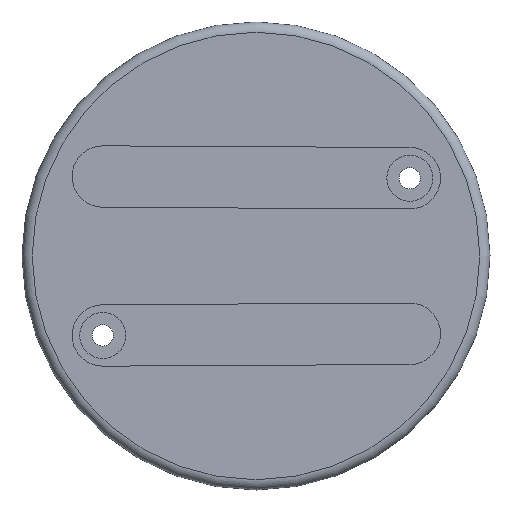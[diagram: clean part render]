
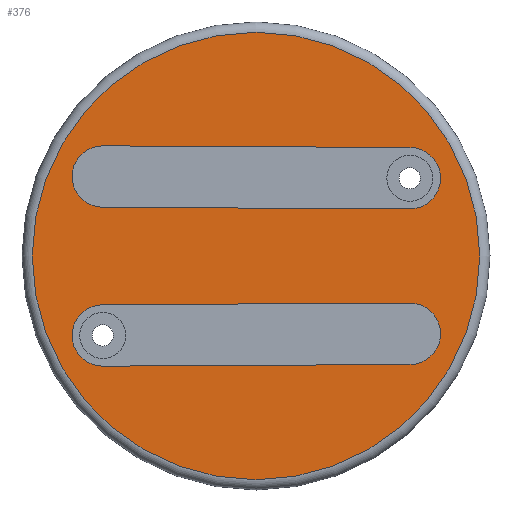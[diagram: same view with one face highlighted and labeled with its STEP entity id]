
A CAD part, front view. The second image highlights one B-rep face of the part: STEP entity #376.
In plain terms, the highlighted planar face has unit normal (0, -1, 0).
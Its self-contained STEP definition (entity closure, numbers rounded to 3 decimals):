
#23=FACE_BOUND('',#147,.T.);
#24=FACE_BOUND('',#148,.T.);
#36=PLANE('',#440);
#45=LINE('',#623,#67);
#49=LINE('',#634,#71);
#53=LINE('',#648,#75);
#57=LINE('',#659,#79);
#67=VECTOR('',#511,10.);
#71=VECTOR('',#523,10.);
#75=VECTOR('',#537,10.);
#79=VECTOR('',#549,10.);
#114=FACE_OUTER_BOUND('',#146,.T.);
#146=EDGE_LOOP('',(#342));
#147=EDGE_LOOP('',(#343,#344,#345,#346));
#148=EDGE_LOOP('',(#347,#348,#349,#350));
#164=CIRCLE('',#418,3.);
#166=CIRCLE('',#422,3.);
#168=CIRCLE('',#427,3.);
#170=CIRCLE('',#431,3.);
#173=CIRCLE('',#438,21.86);
#189=VERTEX_POINT('',#613);
#190=VERTEX_POINT('',#614);
#193=VERTEX_POINT('',#622);
#195=VERTEX_POINT('',#628);
#197=VERTEX_POINT('',#638);
#198=VERTEX_POINT('',#639);
#201=VERTEX_POINT('',#647);
#203=VERTEX_POINT('',#653);
#206=VERTEX_POINT('',#666);
#228=EDGE_CURVE('',#189,#190,#164,.T.);
#232=EDGE_CURVE('',#193,#189,#45,.T.);
#235=EDGE_CURVE('',#195,#193,#166,.T.);
#238=EDGE_CURVE('',#190,#195,#49,.T.);
#240=EDGE_CURVE('',#197,#198,#168,.T.);
#244=EDGE_CURVE('',#201,#197,#53,.T.);
#247=EDGE_CURVE('',#203,#201,#170,.T.);
#250=EDGE_CURVE('',#198,#203,#57,.T.);
#253=EDGE_CURVE('',#206,#206,#173,.T.);
#342=ORIENTED_EDGE('',*,*,#253,.F.);
#343=ORIENTED_EDGE('',*,*,#228,.T.);
#344=ORIENTED_EDGE('',*,*,#238,.T.);
#345=ORIENTED_EDGE('',*,*,#235,.T.);
#346=ORIENTED_EDGE('',*,*,#232,.T.);
#347=ORIENTED_EDGE('',*,*,#240,.T.);
#348=ORIENTED_EDGE('',*,*,#250,.T.);
#349=ORIENTED_EDGE('',*,*,#247,.T.);
#350=ORIENTED_EDGE('',*,*,#244,.T.);
#376=ADVANCED_FACE('',(#114,#23,#24),#36,.T.);
#418=AXIS2_PLACEMENT_3D('',#615,#503,#504);
#422=AXIS2_PLACEMENT_3D('',#629,#516,#517);
#427=AXIS2_PLACEMENT_3D('',#640,#529,#530);
#431=AXIS2_PLACEMENT_3D('',#654,#542,#543);
#438=AXIS2_PLACEMENT_3D('',#667,#559,#560);
#440=AXIS2_PLACEMENT_3D('',#669,#563,#564);
#503=DIRECTION('center_axis',(0.,1.,0.));
#504=DIRECTION('ref_axis',(-0.005,0.,-1.));
#511=DIRECTION('',(-1.,0.,0.005));
#516=DIRECTION('center_axis',(0.,1.,0.));
#517=DIRECTION('ref_axis',(0.005,0.,1.));
#523=DIRECTION('',(1.,0.,-0.005));
#529=DIRECTION('center_axis',(0.,1.,0.));
#530=DIRECTION('ref_axis',(0.005,0.,-1.));
#537=DIRECTION('',(-1.,0.,-0.005));
#542=DIRECTION('center_axis',(0.,1.,0.));
#543=DIRECTION('ref_axis',(-0.005,0.,1.));
#549=DIRECTION('',(1.,0.,0.005));
#559=DIRECTION('center_axis',(0.,1.,0.));
#560=DIRECTION('ref_axis',(1.,0.,0.));
#563=DIRECTION('center_axis',(0.,-1.,0.));
#564=DIRECTION('ref_axis',(0.,0.,-1.));
#613=CARTESIAN_POINT('',(-14.988,-6.,4.761));
#614=CARTESIAN_POINT('',(-14.956,-6.,10.761));
#615=CARTESIAN_POINT('Origin',(-14.972,-6.,7.761));
#622=CARTESIAN_POINT('',(15.011,-6.,4.599));
#623=CARTESIAN_POINT('',(7.518,-6.,4.64));
#628=CARTESIAN_POINT('',(15.044,-6.,10.599));
#629=CARTESIAN_POINT('Origin',(15.027,-6.,7.599));
#634=CARTESIAN_POINT('',(-7.449,-6.,10.72));
#638=CARTESIAN_POINT('',(-14.956,-6.,-10.761));
#639=CARTESIAN_POINT('',(-14.988,-6.,-4.761));
#640=CARTESIAN_POINT('Origin',(-14.972,-6.,-7.761));
#647=CARTESIAN_POINT('',(15.044,-6.,-10.599));
#648=CARTESIAN_POINT('',(7.551,-6.,-10.639));
#653=CARTESIAN_POINT('',(15.011,-6.,-4.599));
#654=CARTESIAN_POINT('Origin',(15.027,-6.,-7.599));
#659=CARTESIAN_POINT('',(-7.482,-6.,-4.72));
#666=CARTESIAN_POINT('',(0.,-6.,21.86));
#667=CARTESIAN_POINT('Origin',(0.,-6.,0.));
#669=CARTESIAN_POINT('Origin',(0.,-6.,0.));
